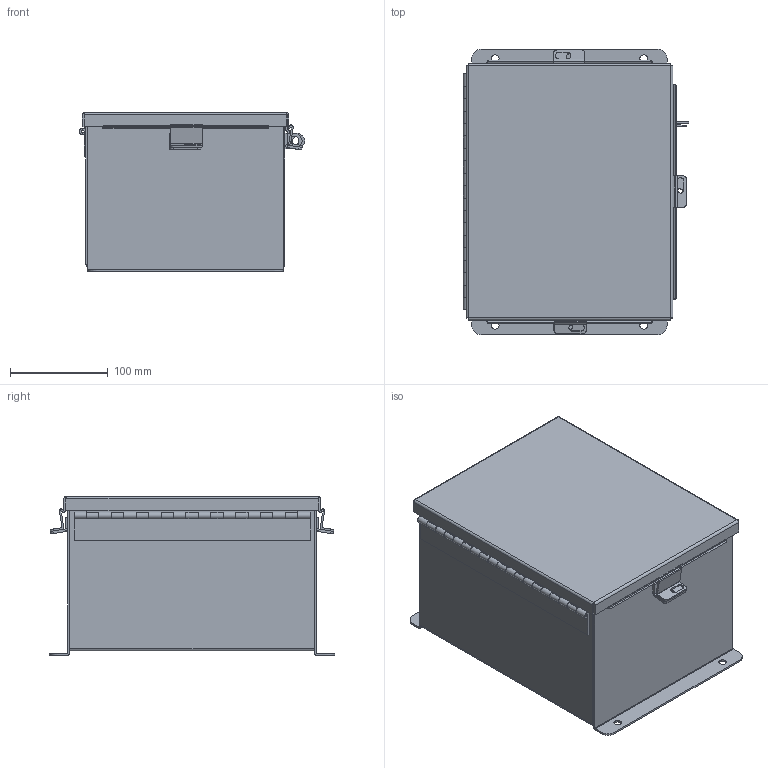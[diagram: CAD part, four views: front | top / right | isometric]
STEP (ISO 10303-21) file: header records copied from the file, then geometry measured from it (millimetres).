
FILE_DESCRIPTION (( 'STEP AP203' ), '1' );
FILE_NAME ('N100806CHNFSS6WP.STEP', '2014-03-04T19:35:11', ( 'changeme' ), ( 'Microsoft' ), 'SwSTEP 2.0', 'SolidWorks 2013', '' );
FILE_SCHEMA (( 'CONFIG_CONTROL_DESIGN' ));
Length unit declared in the file: inch
Products named in the file (15): N100806CHNFSS6WP JIC Bottom; N100806CHNFSS6WP Hinge Cover Side JIC; N100806CHNFSS6WP HW-CD-S-25020-034; N100806CHNFSS6WP _JIC Hinge; HW-CLH-JH-20154; N100806CHNFSS6WP JIC_Cover_Template; HW-CLH-JH-20104; N100806CHNFSS6WP JIC_Standoff; N100806CHNFSS6WP; N100806CHNFSS6WP JIC Backpanel; N100806CHNFSS6WP JIC Clamp Bracket; N100806CHNFSS6WP JIC Cover Clamp; N100806CHNFSS6WP JIC Enclosure Template; N100806CHNFSS6WP JIC Top; N100806CHNFSS6WP Hinge Body Side
Assembly tree (22 placements, depth 3):
  N100806CHNFSS6WP
    N100806CHNFSS6WP JIC Enclosure Template
    N100806CHNFSS6WP _JIC Hinge
      N100806CHNFSS6WP Hinge Body Side
      N100806CHNFSS6WP Hinge Cover Side JIC
    N100806CHNFSS6WP JIC_Cover_Template
    N100806CHNFSS6WP JIC_Standoff  x4
    N100806CHNFSS6WP JIC Backpanel
    N100806CHNFSS6WP JIC Clamp Bracket  x3
    N100806CHNFSS6WP JIC Cover Clamp  x3
    N100806CHNFSS6WP JIC Top
    N100806CHNFSS6WP JIC Bottom
    N100806CHNFSS6WP HW-CD-S-25020-034  x2
    HW-CLH-JH-20154
    HW-CLH-JH-20104
Bounding box: 230.42 x 291.48 x 162.3 mm (x, y, z)
Volume: 626279.7 mm3; surface area: 675617.7 mm2
Topology: 21 solids, 21 shells, 620 faces, 1453 edges, 881 vertices
Faces by surface type: plane 383, cylinder 217, bspline 8, torus 8, cone 4
Entity records: 16447 total; most frequent: CARTESIAN_POINT 2856, DIRECTION 2544, ORIENTED_EDGE 2378, EDGE_CURVE 1189, AXIS2_PLACEMENT_3D 859, VECTOR 826, LINE 826, VERTEX_POINT 723
